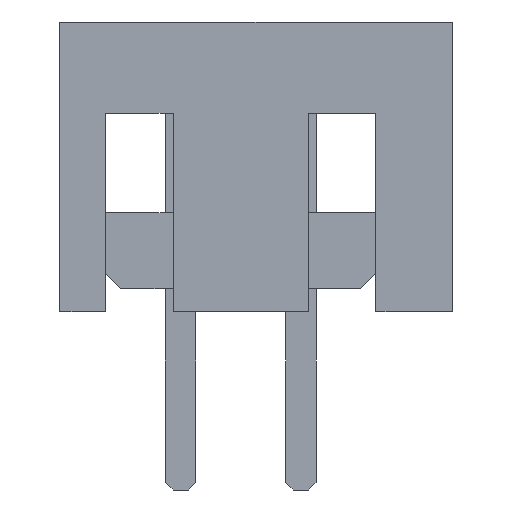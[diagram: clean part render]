
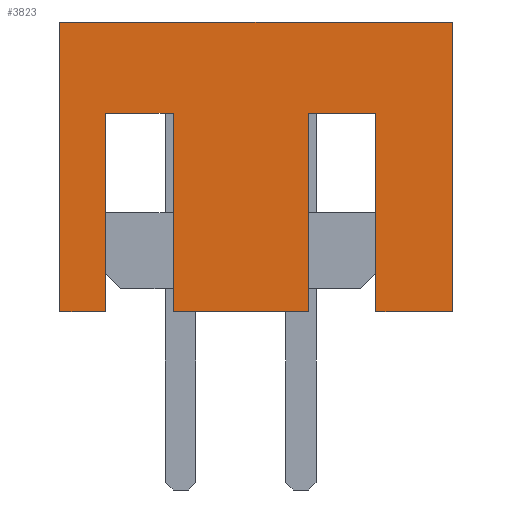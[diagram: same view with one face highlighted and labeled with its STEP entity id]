
A CAD part, front view. The second image highlights one B-rep face of the part: STEP entity #3823.
In plain terms, the highlighted planar face has unit normal (0, -1, 0).
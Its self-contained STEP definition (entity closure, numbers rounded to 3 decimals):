
#965 = VERTEX_POINT('',#966);
#966 = CARTESIAN_POINT('',(-2.019,-14.084,4.845));
#972 = EDGE_CURVE('',#965,#973,#975,.T.);
#973 = VERTEX_POINT('',#974);
#974 = CARTESIAN_POINT('',(-2.019,-14.084,0.019));
#975 = LINE('',#976,#977);
#976 = CARTESIAN_POINT('',(-2.019,-14.084,4.845));
#977 = VECTOR('',#978,1.);
#978 = DIRECTION('',(0.,0.,-1.));
#1203 = VERTEX_POINT('',#1204);
#1204 = CARTESIAN_POINT('',(-1.257,-14.084,3.321));
#1210 = EDGE_CURVE('',#1203,#1211,#1213,.T.);
#1211 = VERTEX_POINT('',#1212);
#1212 = CARTESIAN_POINT('',(-1.257,-14.084,0.019));
#1213 = LINE('',#1214,#1215);
#1214 = CARTESIAN_POINT('',(-1.257,-14.084,3.321));
#1215 = VECTOR('',#1216,1.);
#1216 = DIRECTION('',(0.,0.,-1.));
#1347 = VERTEX_POINT('',#1348);
#1348 = CARTESIAN_POINT('',(3.249,-14.084,0.019));
#1354 = EDGE_CURVE('',#1355,#1347,#1357,.T.);
#1355 = VERTEX_POINT('',#1356);
#1356 = CARTESIAN_POINT('',(3.249,-14.084,3.321));
#1357 = LINE('',#1358,#1359);
#1358 = CARTESIAN_POINT('',(3.249,-14.084,3.321));
#1359 = VECTOR('',#1360,1.);
#1360 = DIRECTION('',(0.,0.,-1.));
#1435 = VERTEX_POINT('',#1436);
#1436 = CARTESIAN_POINT('',(-0.131,-14.084,3.321));
#1467 = VERTEX_POINT('',#1468);
#1468 = CARTESIAN_POINT('',(-0.131,-14.084,0.019));
#1474 = EDGE_CURVE('',#1435,#1467,#1475,.T.);
#1475 = LINE('',#1476,#1477);
#1476 = CARTESIAN_POINT('',(-0.131,-14.084,3.321));
#1477 = VECTOR('',#1478,1.);
#1478 = DIRECTION('',(0.,0.,-1.));
#1561 = VERTEX_POINT('',#1562);
#1562 = CARTESIAN_POINT('',(2.123,-14.084,3.321));
#1568 = EDGE_CURVE('',#1561,#1569,#1571,.T.);
#1569 = VERTEX_POINT('',#1570);
#1570 = CARTESIAN_POINT('',(2.123,-14.084,0.019));
#1571 = LINE('',#1572,#1573);
#1572 = CARTESIAN_POINT('',(2.123,-14.084,3.321));
#1573 = VECTOR('',#1574,1.);
#1574 = DIRECTION('',(0.,0.,-1.));
#3680 = VERTEX_POINT('',#3681);
#3681 = CARTESIAN_POINT('',(4.519,-14.084,4.845));
#3687 = EDGE_CURVE('',#3680,#965,#3688,.T.);
#3688 = LINE('',#3689,#3690);
#3689 = CARTESIAN_POINT('',(4.519,-14.084,4.845));
#3690 = VECTOR('',#3691,1.);
#3691 = DIRECTION('',(-1.,0.,0.));
#3823 = ADVANCED_FACE('',(#3824),#3870,.T.);
#3824 = FACE_BOUND('',#3825,.T.);
#3825 = EDGE_LOOP('',(#3826,#3832,#3833,#3841,#3847,#3848,#3849,#3855,
    #3856,#3862,#3863,#3869));
#3826 = ORIENTED_EDGE('',*,*,#3827,.F.);
#3827 = EDGE_CURVE('',#1355,#1561,#3828,.T.);
#3828 = LINE('',#3829,#3830);
#3829 = CARTESIAN_POINT('',(0.996,-14.084,3.321));
#3830 = VECTOR('',#3831,1.);
#3831 = DIRECTION('',(-1.,0.,0.));
#3832 = ORIENTED_EDGE('',*,*,#1354,.T.);
#3833 = ORIENTED_EDGE('',*,*,#3834,.T.);
#3834 = EDGE_CURVE('',#1347,#3835,#3837,.T.);
#3835 = VERTEX_POINT('',#3836);
#3836 = CARTESIAN_POINT('',(4.519,-14.084,0.019));
#3837 = LINE('',#3838,#3839);
#3838 = CARTESIAN_POINT('',(-2.019,-14.084,0.019));
#3839 = VECTOR('',#3840,1.);
#3840 = DIRECTION('',(1.,0.,0.));
#3841 = ORIENTED_EDGE('',*,*,#3842,.T.);
#3842 = EDGE_CURVE('',#3835,#3680,#3843,.T.);
#3843 = LINE('',#3844,#3845);
#3844 = CARTESIAN_POINT('',(4.519,-14.084,0.019));
#3845 = VECTOR('',#3846,1.);
#3846 = DIRECTION('',(0.,0.,1.));
#3847 = ORIENTED_EDGE('',*,*,#3687,.T.);
#3848 = ORIENTED_EDGE('',*,*,#972,.T.);
#3849 = ORIENTED_EDGE('',*,*,#3850,.T.);
#3850 = EDGE_CURVE('',#973,#1211,#3851,.T.);
#3851 = LINE('',#3852,#3853);
#3852 = CARTESIAN_POINT('',(-2.019,-14.084,0.019));
#3853 = VECTOR('',#3854,1.);
#3854 = DIRECTION('',(1.,0.,0.));
#3855 = ORIENTED_EDGE('',*,*,#1210,.F.);
#3856 = ORIENTED_EDGE('',*,*,#3857,.F.);
#3857 = EDGE_CURVE('',#1435,#1203,#3858,.T.);
#3858 = LINE('',#3859,#3860);
#3859 = CARTESIAN_POINT('',(0.996,-14.084,3.321));
#3860 = VECTOR('',#3861,1.);
#3861 = DIRECTION('',(-1.,0.,0.));
#3862 = ORIENTED_EDGE('',*,*,#1474,.T.);
#3863 = ORIENTED_EDGE('',*,*,#3864,.T.);
#3864 = EDGE_CURVE('',#1467,#1569,#3865,.T.);
#3865 = LINE('',#3866,#3867);
#3866 = CARTESIAN_POINT('',(-2.019,-14.084,0.019));
#3867 = VECTOR('',#3868,1.);
#3868 = DIRECTION('',(1.,0.,0.));
#3869 = ORIENTED_EDGE('',*,*,#1568,.F.);
#3870 = PLANE('',#3871);
#3871 = AXIS2_PLACEMENT_3D('',#3872,#3873,#3874);
#3872 = CARTESIAN_POINT('',(0.996,-14.084,0.019));
#3873 = DIRECTION('',(0.,-1.,0.));
#3874 = DIRECTION('',(1.,0.,0.));
